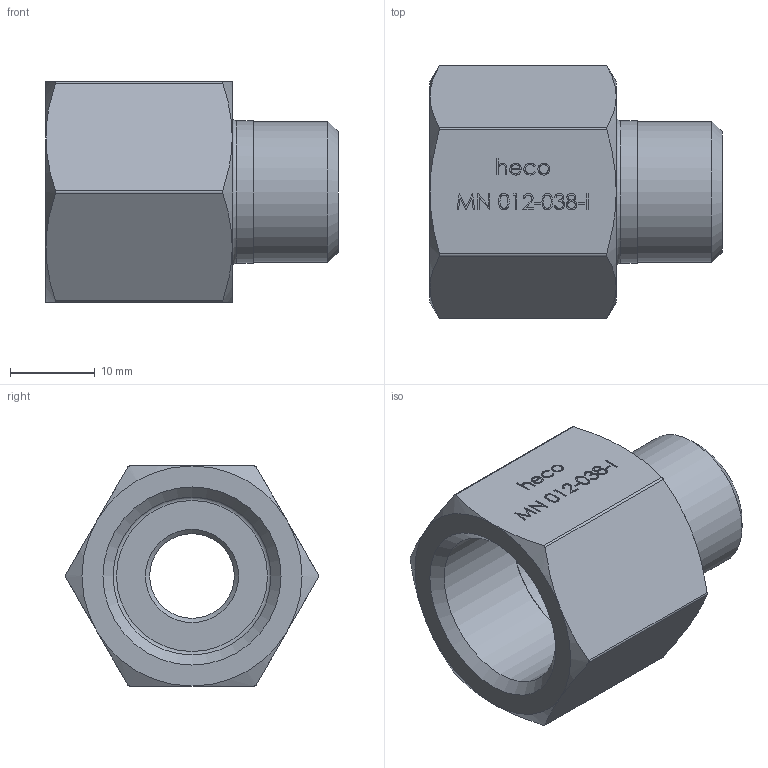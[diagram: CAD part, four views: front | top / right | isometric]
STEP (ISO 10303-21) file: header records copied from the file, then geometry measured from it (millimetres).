
FILE_DESCRIPTION (( 'STEP AP214' ), '1' );
FILE_NAME ('heco_MN-012-038-I.STEP', '2016-06-20T09:31:57', ( '' ), ( '' ), 'SwSTEP 2.0', 'SolidWorks 2011', '' );
FILE_SCHEMA (( 'AUTOMOTIVE_DESIGN' ));
Length unit declared in the file: millimetre
Products named in the file (1): heco_MN-012-038-I
Bounding box: 34.5 x 29.93 x 26 mm (x, y, z)
Volume: 9922.2 mm3; surface area: 4979.7 mm2
Topology: 1 solids, 1 shells, 215 faces, 548 edges, 360 vertices
Faces by surface type: plane 96, bspline 90, cone 16, cylinder 11, torus 2
Full cylindrical faces by diameter (mm): 10 x1, 16.662 x1, 16.862 x1, 18.631 x1, 18.831 x1
Entity records: 11996 total; most frequent: CARTESIAN_POINT 6987, ORIENTED_EDGE 1070, DIRECTION 599, EDGE_CURVE 535, VERTEX_POINT 358, LINE 291, VECTOR 291, EDGE_LOOP 253
